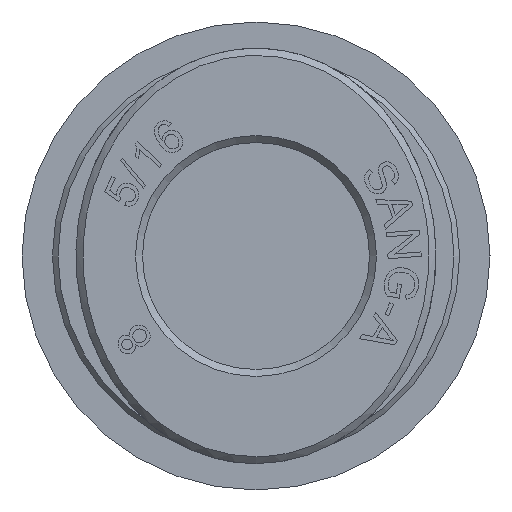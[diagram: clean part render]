
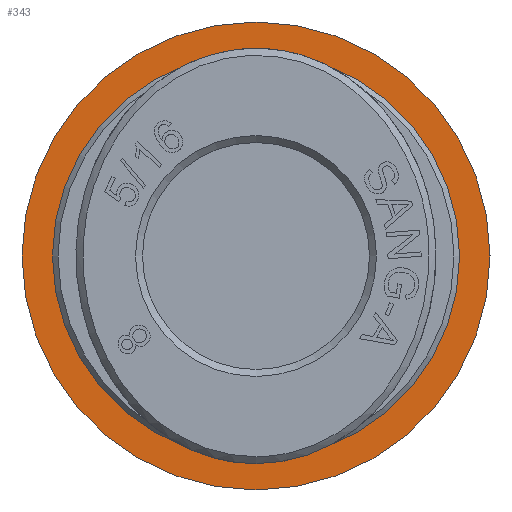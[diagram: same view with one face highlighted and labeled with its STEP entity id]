
A CAD part, left-side view. The second image highlights one B-rep face of the part: STEP entity #343.
In plain terms, the highlighted planar face has unit normal (-1, 0, 0).
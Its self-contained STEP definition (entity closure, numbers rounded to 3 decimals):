
#280=CARTESIAN_POINT('',(-14.2,8.45,0.0));
#281=VERTEX_POINT('',#280);
#282=CARTESIAN_POINT('',(-14.2,0.,0.0));
#283=DIRECTION('',(1.0,0.0,0.0));
#284=DIRECTION('',(0.0,1.0,0.0));
#285=AXIS2_PLACEMENT_3D('',#282,#283,#284);
#286=CIRCLE('',#285,8.45);
#287=EDGE_CURVE('',#281,#281,#286,.T.);
#311=CARTESIAN_POINT('',(-14.2,4.1,0.0));
#312=VERTEX_POINT('',#311);
#313=CARTESIAN_POINT('',(-14.2,0.,0.0));
#314=DIRECTION('',(1.0,0.0,0.0));
#315=DIRECTION('',(0.0,1.0,0.0));
#316=AXIS2_PLACEMENT_3D('',#313,#314,#315);
#317=CIRCLE('',#316,4.1);
#318=EDGE_CURVE('',#312,#312,#317,.T.);
#332=CARTESIAN_POINT('',(-14.2,4.225,0.0));
#333=DIRECTION('',(1.0,0.0,0.0));
#334=DIRECTION('',(0.0,0.0,-1.0));
#335=AXIS2_PLACEMENT_3D('',#332,#333,#334);
#336=PLANE('',#335);
#337=ORIENTED_EDGE('',*,*,#287,.F.);
#338=EDGE_LOOP('',(#337));
#339=FACE_OUTER_BOUND('',#338,.T.);
#340=ORIENTED_EDGE('',*,*,#318,.T.);
#341=EDGE_LOOP('',(#340));
#342=FACE_BOUND('',#341,.T.);
#343=ADVANCED_FACE('',(#339,#342),#336,.F.);
